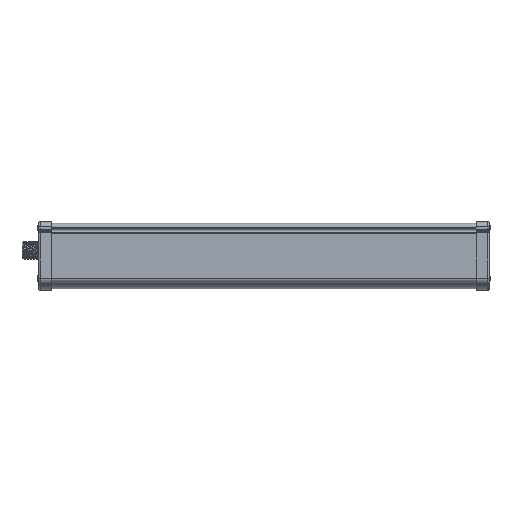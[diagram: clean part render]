
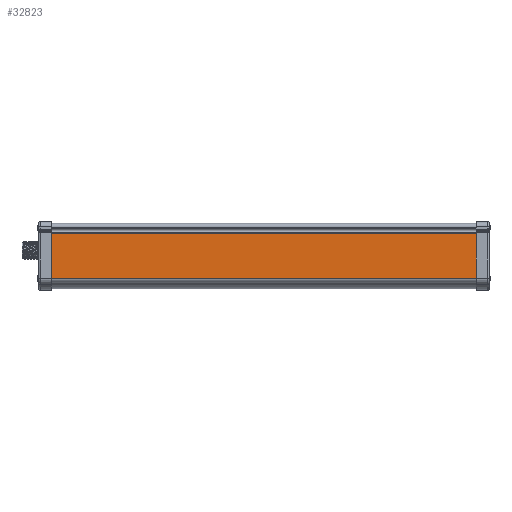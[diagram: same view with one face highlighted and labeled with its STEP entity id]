
A CAD part, top view. The second image highlights one B-rep face of the part: STEP entity #32823.
In plain terms, the highlighted planar face has unit normal (0, 0, 1).
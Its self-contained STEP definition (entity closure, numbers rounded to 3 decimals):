
#7069=DIRECTION('',(0.,-1.,0.));
#7070=VECTOR('',#7069,29.273);
#7071=CARTESIAN_POINT('',(147.,-6.581,16.));
#7072=LINE('',#7071,#7070);
#7243=DIRECTION('',(0.,-1.,0.));
#7244=VECTOR('',#7243,1.146);
#7245=CARTESIAN_POINT('',(147.,-35.854,16.));
#7246=LINE('',#7245,#7244);
#7247=DIRECTION('',(1.,0.,0.));
#7248=VECTOR('',#7247,294.);
#7249=CARTESIAN_POINT('',(-147.,-37.,16.));
#7250=LINE('',#7249,#7248);
#7251=DIRECTION('',(0.,-1.,0.));
#7252=VECTOR('',#7251,1.146);
#7253=CARTESIAN_POINT('',(-147.,-35.854,16.));
#7254=LINE('',#7253,#7252);
#7255=DIRECTION('',(-1.,0.,0.));
#7256=VECTOR('',#7255,294.);
#7257=CARTESIAN_POINT('',(147.,-6.581,16.));
#7258=LINE('',#7257,#7256);
#25056=DIRECTION('',(0.,-1.,0.));
#25057=VECTOR('',#25056,29.273);
#25058=CARTESIAN_POINT('',(-147.,-6.581,16.));
#25059=LINE('',#25058,#25057);
#25561=CARTESIAN_POINT('',(-147.,-6.581,16.));
#25563=VERTEX_POINT('',#25561);
#25567=CARTESIAN_POINT('',(147.,-6.581,16.));
#25568=VERTEX_POINT('',#25567);
#26023=CARTESIAN_POINT('',(-147.,-35.854,16.));
#26025=VERTEX_POINT('',#26023);
#26049=CARTESIAN_POINT('',(-147.,-37.,16.));
#26050=VERTEX_POINT('',#26049);
#26963=CARTESIAN_POINT('',(147.,-35.854,16.));
#26965=VERTEX_POINT('',#26963);
#26993=CARTESIAN_POINT('',(147.,-37.,16.));
#26994=VERTEX_POINT('',#26993);
#32806=CARTESIAN_POINT('',(-147.,-6.414,16.));
#32807=DIRECTION('',(0.,0.,1.));
#32808=DIRECTION('',(0.,-1.,0.));
#32809=AXIS2_PLACEMENT_3D('',#32806,#32807,#32808);
#32810=PLANE('',#32809);
#32811=ORIENTED_EDGE('',*,*,#32783,.T.);
#32813=ORIENTED_EDGE('',*,*,#32812,.F.);
#32815=ORIENTED_EDGE('',*,*,#32814,.F.);
#32817=ORIENTED_EDGE('',*,*,#32816,.F.);
#32819=ORIENTED_EDGE('',*,*,#32818,.F.);
#32820=ORIENTED_EDGE('',*,*,#32602,.T.);
#32821=EDGE_LOOP('',(#32811,#32813,#32815,#32817,#32819,#32820));
#32822=FACE_OUTER_BOUND('',#32821,.F.);
#32823=ADVANCED_FACE('',(#32822),#32810,.T.);
#32602=EDGE_CURVE('',#25568,#26965,#7072,.T.);
#32783=EDGE_CURVE('',#26965,#26994,#7246,.T.);
#32812=EDGE_CURVE('',#26050,#26994,#7250,.T.);
#32814=EDGE_CURVE('',#26025,#26050,#7254,.T.);
#32816=EDGE_CURVE('',#25563,#26025,#25059,.T.);
#32818=EDGE_CURVE('',#25568,#25563,#7258,.T.);
